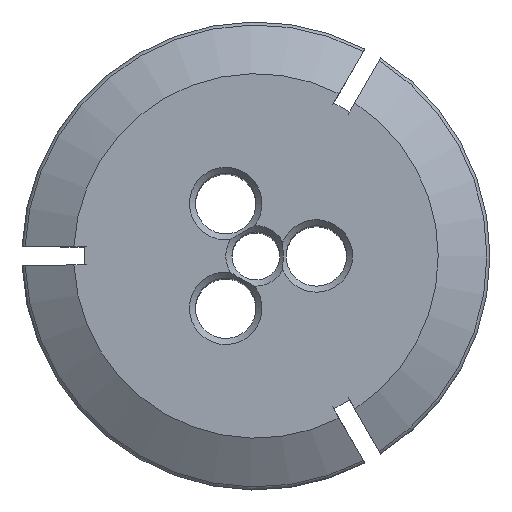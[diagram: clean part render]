
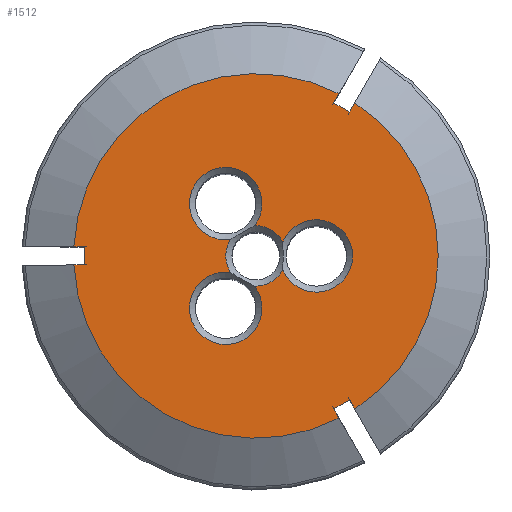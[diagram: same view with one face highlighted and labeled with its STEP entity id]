
A CAD part, top view. The second image highlights one B-rep face of the part: STEP entity #1512.
In plain terms, the highlighted planar face has unit normal (0, 0, 1).
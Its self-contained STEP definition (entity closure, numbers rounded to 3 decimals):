
#125=PLANE('',#1692);
#148=CIRCLE('',#1577,1.2);
#149=CIRCLE('',#1579,1.);
#150=CIRCLE('',#1580,1.);
#151=CIRCLE('',#1581,1.);
#169=CIRCLE('',#1620,6.036);
#184=CIRCLE('',#1644,6.036);
#211=CIRCLE('',#1693,1.2);
#212=CIRCLE('',#1694,1.2);
#213=CIRCLE('',#1695,6.036);
#509=ORIENTED_EDGE('',*,*,#881,.F.);
#510=ORIENTED_EDGE('',*,*,#711,.F.);
#511=ORIENTED_EDGE('',*,*,#882,.F.);
#512=ORIENTED_EDGE('',*,*,#714,.F.);
#513=ORIENTED_EDGE('',*,*,#709,.F.);
#514=ORIENTED_EDGE('',*,*,#713,.F.);
#515=ORIENTED_EDGE('',*,*,#798,.T.);
#516=ORIENTED_EDGE('',*,*,#814,.T.);
#517=ORIENTED_EDGE('',*,*,#754,.F.);
#518=ORIENTED_EDGE('',*,*,#774,.F.);
#519=ORIENTED_EDGE('',*,*,#883,.T.);
#520=ORIENTED_EDGE('',*,*,#884,.T.);
#521=ORIENTED_EDGE('',*,*,#728,.F.);
#522=ORIENTED_EDGE('',*,*,#743,.F.);
#523=ORIENTED_EDGE('',*,*,#885,.T.);
#524=ORIENTED_EDGE('',*,*,#831,.T.);
#525=ORIENTED_EDGE('',*,*,#886,.F.);
#526=ORIENTED_EDGE('',*,*,#778,.F.);
#709=EDGE_CURVE('',#938,#939,#148,.T.);
#711=EDGE_CURVE('',#940,#941,#149,.T.);
#713=EDGE_CURVE('',#942,#938,#150,.T.);
#714=EDGE_CURVE('',#939,#943,#151,.T.);
#728=EDGE_CURVE('',#955,#956,#1080,.T.);
#743=EDGE_CURVE('',#963,#955,#1087,.T.);
#754=EDGE_CURVE('',#973,#974,#1096,.T.);
#774=EDGE_CURVE('',#991,#973,#1106,.T.);
#778=EDGE_CURVE('',#995,#993,#1110,.T.);
#798=EDGE_CURVE('',#995,#1015,#1120,.T.);
#814=EDGE_CURVE('',#1015,#974,#169,.T.);
#831=EDGE_CURVE('',#1029,#1028,#184,.T.);
#881=EDGE_CURVE('',#941,#942,#211,.T.);
#882=EDGE_CURVE('',#943,#940,#212,.T.);
#883=EDGE_CURVE('',#991,#1062,#1141,.T.);
#884=EDGE_CURVE('',#1062,#956,#213,.T.);
#885=EDGE_CURVE('',#963,#1029,#1142,.T.);
#886=EDGE_CURVE('',#993,#1028,#1143,.T.);
#938=VERTEX_POINT('',#2253);
#939=VERTEX_POINT('',#2254);
#940=VERTEX_POINT('',#2261);
#941=VERTEX_POINT('',#2262);
#942=VERTEX_POINT('',#2267);
#943=VERTEX_POINT('',#2270);
#955=VERTEX_POINT('',#2302);
#956=VERTEX_POINT('',#2304);
#963=VERTEX_POINT('',#2354);
#973=VERTEX_POINT('',#2378);
#974=VERTEX_POINT('',#2380);
#991=VERTEX_POINT('',#2439);
#993=VERTEX_POINT('',#2444);
#995=VERTEX_POINT('',#2448);
#1015=VERTEX_POINT('',#2511);
#1028=VERTEX_POINT('',#2576);
#1029=VERTEX_POINT('',#2578);
#1062=VERTEX_POINT('',#2735);
#1080=LINE('',#2303,#1167);
#1087=LINE('',#2355,#1174);
#1096=LINE('',#2379,#1183);
#1106=LINE('',#2440,#1193);
#1110=LINE('',#2449,#1197);
#1120=LINE('',#2512,#1207);
#1141=LINE('',#2734,#1228);
#1142=LINE('',#2737,#1229);
#1143=LINE('',#2738,#1230);
#1167=VECTOR('',#1827,1000.);
#1174=VECTOR('',#1844,1000.);
#1183=VECTOR('',#1863,1000.);
#1193=VECTOR('',#1881,1000.);
#1197=VECTOR('',#1887,1000.);
#1207=VECTOR('',#1905,1000.);
#1228=VECTOR('',#2098,1000.);
#1229=VECTOR('',#2101,1000.);
#1230=VECTOR('',#2102,1000.);
#1309=EDGE_LOOP('',(#509,#510,#511,#512,#513,#514));
#1310=EDGE_LOOP('',(#515,#516,#517,#518,#519,#520,#521,#522,#523,#524,#525,
#526));
#1407=FACE_BOUND('',#1309,.T.);
#1408=FACE_BOUND('',#1310,.T.);
#1512=ADVANCED_FACE('',(#1407,#1408),#125,.T.);
#1577=AXIS2_PLACEMENT_3D('',#2252,#1793,#1794);
#1579=AXIS2_PLACEMENT_3D('',#2260,#1797,#1798);
#1580=AXIS2_PLACEMENT_3D('',#2268,#1799,#1800);
#1581=AXIS2_PLACEMENT_3D('',#2269,#1801,#1802);
#1620=AXIS2_PLACEMENT_3D('',#2540,#1936,#1937);
#1644=AXIS2_PLACEMENT_3D('',#2577,#1984,#1985);
#1692=AXIS2_PLACEMENT_3D('',#2731,#2092,#2093);
#1693=AXIS2_PLACEMENT_3D('',#2732,#2094,#2095);
#1694=AXIS2_PLACEMENT_3D('',#2733,#2096,#2097);
#1695=AXIS2_PLACEMENT_3D('',#2736,#2099,#2100);
#1793=DIRECTION('',(0.,0.,1.));
#1794=DIRECTION('',(1.,0.,0.));
#1797=DIRECTION('',(0.,0.,1.));
#1798=DIRECTION('',(1.,0.,0.));
#1799=DIRECTION('',(0.,0.,1.));
#1800=DIRECTION('',(1.,0.,0.));
#1801=DIRECTION('',(0.,0.,1.));
#1802=DIRECTION('',(1.,0.,0.));
#1827=DIRECTION('',(-1.,0.,0.));
#1844=DIRECTION('',(0.,1.,0.));
#1863=DIRECTION('',(0.5,0.866,0.));
#1881=DIRECTION('',(0.866,-0.5,0.));
#1887=DIRECTION('',(-0.866,-0.5,0.));
#1905=DIRECTION('',(0.5,-0.866,0.));
#1936=DIRECTION('',(0.,0.,1.));
#1937=DIRECTION('',(1.,0.,0.));
#1984=DIRECTION('',(0.,0.,1.));
#1985=DIRECTION('',(1.,0.,0.));
#2092=DIRECTION('',(0.,0.,1.));
#2093=DIRECTION('',(1.,0.,0.));
#2094=DIRECTION('',(0.,0.,1.));
#2095=DIRECTION('',(1.,0.,0.));
#2096=DIRECTION('',(0.,0.,1.));
#2097=DIRECTION('',(1.,0.,0.));
#2098=DIRECTION('',(0.5,0.866,0.));
#2099=DIRECTION('',(0.,0.,1.));
#2100=DIRECTION('',(1.,0.,0.));
#2101=DIRECTION('',(-1.,0.,0.));
#2102=DIRECTION('',(0.5,-0.866,0.));
#2252=CARTESIAN_POINT('',(-1.,1.732,4.));
#2253=CARTESIAN_POINT('',(-0.05,0.999,4.));
#2254=CARTESIAN_POINT('',(-0.84,0.543,4.));
#2260=CARTESIAN_POINT('',(0.,0.,4.));
#2261=CARTESIAN_POINT('',(-0.05,-0.999,4.));
#2262=CARTESIAN_POINT('',(0.89,-0.456,4.));
#2267=CARTESIAN_POINT('',(0.89,0.456,4.));
#2268=CARTESIAN_POINT('',(0.,0.,4.));
#2269=CARTESIAN_POINT('',(0.,0.,4.));
#2270=CARTESIAN_POINT('',(-0.84,-0.543,4.));
#2302=CARTESIAN_POINT('',(-5.677,0.3,4.));
#2303=CARTESIAN_POINT('',(-5.677,0.3,4.));
#2304=CARTESIAN_POINT('',(-6.028,0.3,4.));
#2354=CARTESIAN_POINT('',(-5.677,-0.3,4.));
#2355=CARTESIAN_POINT('',(-5.677,-0.3,4.));
#2378=CARTESIAN_POINT('',(3.098,4.766,4.));
#2379=CARTESIAN_POINT('',(3.098,4.766,4.));
#2380=CARTESIAN_POINT('',(3.274,5.071,4.));
#2439=CARTESIAN_POINT('',(2.579,5.066,4.));
#2440=CARTESIAN_POINT('',(2.579,5.066,4.));
#2444=CARTESIAN_POINT('',(2.579,-5.066,4.));
#2448=CARTESIAN_POINT('',(3.098,-4.766,4.));
#2449=CARTESIAN_POINT('',(3.098,-4.766,4.));
#2511=CARTESIAN_POINT('',(3.274,-5.071,4.));
#2512=CARTESIAN_POINT('',(3.098,-4.766,4.));
#2540=CARTESIAN_POINT('',(0.,0.,4.));
#2576=CARTESIAN_POINT('',(2.754,-5.371,4.));
#2577=CARTESIAN_POINT('',(0.,0.,4.));
#2578=CARTESIAN_POINT('',(-6.028,-0.3,4.));
#2731=CARTESIAN_POINT('',(0.,0.,4.));
#2732=CARTESIAN_POINT('',(2.,0.,4.));
#2733=CARTESIAN_POINT('',(-1.,-1.732,4.));
#2734=CARTESIAN_POINT('',(2.579,5.066,4.));
#2735=CARTESIAN_POINT('',(2.754,5.371,4.));
#2736=CARTESIAN_POINT('',(0.,0.,4.));
#2737=CARTESIAN_POINT('',(-5.677,-0.3,4.));
#2738=CARTESIAN_POINT('',(2.579,-5.066,4.));
